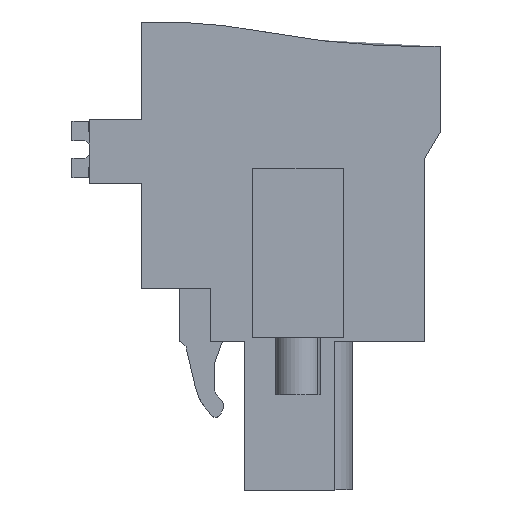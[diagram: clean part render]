
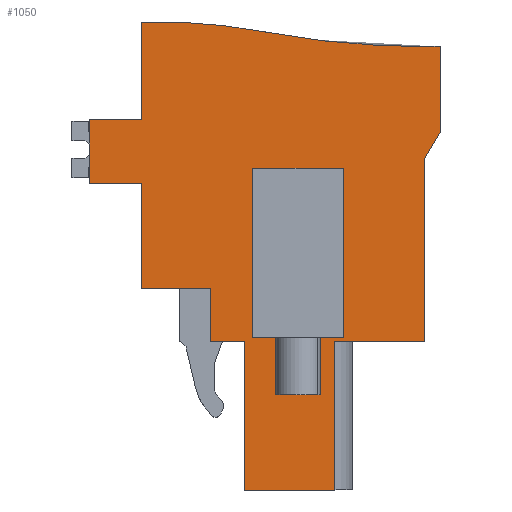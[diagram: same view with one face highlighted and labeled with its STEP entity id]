
A CAD part, left-side view. The second image highlights one B-rep face of the part: STEP entity #1050.
In plain terms, the highlighted planar face has unit normal (-1, 0, 0).
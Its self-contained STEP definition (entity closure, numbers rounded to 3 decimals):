
#892=AXIS2_PLACEMENT_3D('Plane Axis2P3D',#889,#890,#891) ;
#905=AXIS2_PLACEMENT_3D('Circle Axis2P3D',#903,#904,$) ;
#912=AXIS2_PLACEMENT_3D('Circle Axis2P3D',#910,#911,$) ;
#49=CARTESIAN_POINT('Vertex',(4.9,12.85,8.35)) ;
#52=CARTESIAN_POINT('Line Origine',(4.9,12.85,9.825)) ;
#56=CARTESIAN_POINT('Vertex',(4.9,12.85,11.3)) ;
#791=CARTESIAN_POINT('Vertex',(4.9,10.937,8.35)) ;
#794=CARTESIAN_POINT('Line Origine',(4.9,11.893,8.35)) ;
#889=CARTESIAN_POINT('Axis2P3D Location',(4.9,3.817,22.4)) ;
#894=CARTESIAN_POINT('Line Origine',(4.9,0.,22.459)) ;
#898=CARTESIAN_POINT('Vertex',(4.9,0.,20.059)) ;
#900=CARTESIAN_POINT('Vertex',(4.9,0.,24.859)) ;
#903=CARTESIAN_POINT('Axis2P3D Location',(4.9,0.92,72.85)) ;
#907=CARTESIAN_POINT('Vertex',(4.9,9.844,25.687)) ;
#910=CARTESIAN_POINT('Axis2P3D Location',(4.9,15.85,-6.057)) ;
#914=CARTESIAN_POINT('Vertex',(4.9,16.75,26.237)) ;
#917=CARTESIAN_POINT('Line Origine',(4.9,16.75,23.494)) ;
#921=CARTESIAN_POINT('Vertex',(4.9,16.75,20.75)) ;
#924=CARTESIAN_POINT('Line Origine',(4.9,18.2,20.75)) ;
#928=CARTESIAN_POINT('Vertex',(4.9,19.65,20.75)) ;
#931=CARTESIAN_POINT('Line Origine',(4.9,19.65,18.975)) ;
#935=CARTESIAN_POINT('Vertex',(4.9,19.65,17.2)) ;
#938=CARTESIAN_POINT('Line Origine',(4.9,18.2,17.2)) ;
#942=CARTESIAN_POINT('Vertex',(4.9,16.75,17.2)) ;
#945=CARTESIAN_POINT('Line Origine',(4.9,16.75,14.25)) ;
#949=CARTESIAN_POINT('Vertex',(4.9,16.75,11.3)) ;
#952=CARTESIAN_POINT('Line Origine',(4.9,14.8,11.3)) ;
#957=CARTESIAN_POINT('Line Origine',(4.9,10.937,4.175)) ;
#961=CARTESIAN_POINT('Vertex',(4.9,10.937,0.)) ;
#964=CARTESIAN_POINT('Line Origine',(4.9,8.414,0.)) ;
#968=CARTESIAN_POINT('Vertex',(4.9,5.891,0.)) ;
#971=CARTESIAN_POINT('Line Origine',(4.9,5.891,4.175)) ;
#975=CARTESIAN_POINT('Vertex',(4.9,5.891,8.35)) ;
#978=CARTESIAN_POINT('Line Origine',(4.9,3.396,8.35)) ;
#982=CARTESIAN_POINT('Vertex',(4.9,0.9,8.35)) ;
#985=CARTESIAN_POINT('Line Origine',(4.9,0.9,13.425)) ;
#989=CARTESIAN_POINT('Vertex',(4.9,0.9,18.5)) ;
#992=CARTESIAN_POINT('Line Origine',(4.9,0.45,19.279)) ;
#1016=CARTESIAN_POINT('Line Origine',(4.9,7.964,8.55)) ;
#1020=CARTESIAN_POINT('Vertex',(4.9,10.514,8.55)) ;
#1022=CARTESIAN_POINT('Vertex',(4.9,5.414,8.55)) ;
#1025=CARTESIAN_POINT('Line Origine',(4.9,10.514,13.3)) ;
#1029=CARTESIAN_POINT('Vertex',(4.9,10.514,18.05)) ;
#1032=CARTESIAN_POINT('Line Origine',(4.9,7.964,18.05)) ;
#1036=CARTESIAN_POINT('Vertex',(4.9,5.414,18.05)) ;
#1039=CARTESIAN_POINT('Line Origine',(4.9,5.414,13.3)) ;
#53=DIRECTION('Vector Direction',(0.,0.,1.)) ;
#795=DIRECTION('Vector Direction',(0.,1.,0.)) ;
#890=DIRECTION('Axis2P3D Direction',(1.,0.,0.)) ;
#891=DIRECTION('Axis2P3D XDirection',(0.,1.,0.)) ;
#895=DIRECTION('Vector Direction',(0.,0.,1.)) ;
#904=DIRECTION('Axis2P3D Direction',(1.,0.,0.)) ;
#911=DIRECTION('Axis2P3D Direction',(1.,0.,0.)) ;
#918=DIRECTION('Vector Direction',(0.,0.,1.)) ;
#925=DIRECTION('Vector Direction',(0.,-1.,0.)) ;
#932=DIRECTION('Vector Direction',(0.,0.,1.)) ;
#939=DIRECTION('Vector Direction',(0.,1.,0.)) ;
#946=DIRECTION('Vector Direction',(0.,0.,1.)) ;
#953=DIRECTION('Vector Direction',(0.,-1.,0.)) ;
#958=DIRECTION('Vector Direction',(0.,0.,-1.)) ;
#965=DIRECTION('Vector Direction',(0.,-1.,0.)) ;
#972=DIRECTION('Vector Direction',(0.,0.,-1.)) ;
#979=DIRECTION('Vector Direction',(0.,1.,0.)) ;
#986=DIRECTION('Vector Direction',(0.,0.,-1.)) ;
#993=DIRECTION('Vector Direction',(0.,-0.5,0.866)) ;
#1017=DIRECTION('Vector Direction',(0.,-1.,0.)) ;
#1026=DIRECTION('Vector Direction',(0.,0.,-1.)) ;
#1033=DIRECTION('Vector Direction',(0.,-1.,0.)) ;
#1040=DIRECTION('Vector Direction',(0.,0.,-1.)) ;
#54=VECTOR('Line Direction',#53,1.) ;
#796=VECTOR('Line Direction',#795,1.) ;
#896=VECTOR('Line Direction',#895,1.) ;
#919=VECTOR('Line Direction',#918,1.) ;
#926=VECTOR('Line Direction',#925,1.) ;
#933=VECTOR('Line Direction',#932,1.) ;
#940=VECTOR('Line Direction',#939,1.) ;
#947=VECTOR('Line Direction',#946,1.) ;
#954=VECTOR('Line Direction',#953,1.) ;
#959=VECTOR('Line Direction',#958,1.) ;
#966=VECTOR('Line Direction',#965,1.) ;
#973=VECTOR('Line Direction',#972,1.) ;
#980=VECTOR('Line Direction',#979,1.) ;
#987=VECTOR('Line Direction',#986,1.) ;
#994=VECTOR('Line Direction',#993,1.) ;
#1018=VECTOR('Line Direction',#1017,1.) ;
#1027=VECTOR('Line Direction',#1026,1.) ;
#1034=VECTOR('Line Direction',#1033,1.) ;
#1041=VECTOR('Line Direction',#1040,1.) ;
#998=ORIENTED_EDGE('',*,*,#902,.T.) ;
#999=ORIENTED_EDGE('',*,*,#909,.T.) ;
#1000=ORIENTED_EDGE('',*,*,#916,.F.) ;
#1001=ORIENTED_EDGE('',*,*,#923,.F.) ;
#1002=ORIENTED_EDGE('',*,*,#930,.F.) ;
#1003=ORIENTED_EDGE('',*,*,#937,.F.) ;
#1004=ORIENTED_EDGE('',*,*,#944,.F.) ;
#1005=ORIENTED_EDGE('',*,*,#951,.F.) ;
#1006=ORIENTED_EDGE('',*,*,#956,.T.) ;
#1007=ORIENTED_EDGE('',*,*,#58,.F.) ;
#1008=ORIENTED_EDGE('',*,*,#798,.F.) ;
#1009=ORIENTED_EDGE('',*,*,#963,.T.) ;
#1010=ORIENTED_EDGE('',*,*,#970,.T.) ;
#1011=ORIENTED_EDGE('',*,*,#977,.F.) ;
#1012=ORIENTED_EDGE('',*,*,#984,.F.) ;
#1013=ORIENTED_EDGE('',*,*,#991,.F.) ;
#1014=ORIENTED_EDGE('',*,*,#996,.T.) ;
#1045=ORIENTED_EDGE('',*,*,#1024,.F.) ;
#1046=ORIENTED_EDGE('',*,*,#1031,.F.) ;
#1047=ORIENTED_EDGE('',*,*,#1038,.F.) ;
#1048=ORIENTED_EDGE('',*,*,#1043,.T.) ;
#1049=FACE_BOUND('',#1044,.T.) ;
#1050=ADVANCED_FACE('HOUSING',(#1015,#1049),#893,.F.) ;
#906=CIRCLE('generated circle',#905,48.) ;
#913=CIRCLE('generated circle',#912,32.307) ;
#58=EDGE_CURVE('',#50,#57,#55,.T.) ;
#798=EDGE_CURVE('',#792,#50,#797,.T.) ;
#902=EDGE_CURVE('',#899,#901,#897,.T.) ;
#909=EDGE_CURVE('',#901,#908,#906,.T.) ;
#916=EDGE_CURVE('',#915,#908,#913,.T.) ;
#923=EDGE_CURVE('',#922,#915,#920,.T.) ;
#930=EDGE_CURVE('',#929,#922,#927,.T.) ;
#937=EDGE_CURVE('',#936,#929,#934,.T.) ;
#944=EDGE_CURVE('',#943,#936,#941,.T.) ;
#951=EDGE_CURVE('',#950,#943,#948,.T.) ;
#956=EDGE_CURVE('',#950,#57,#955,.T.) ;
#963=EDGE_CURVE('',#792,#962,#960,.T.) ;
#970=EDGE_CURVE('',#962,#969,#967,.T.) ;
#977=EDGE_CURVE('',#976,#969,#974,.T.) ;
#984=EDGE_CURVE('',#983,#976,#981,.T.) ;
#991=EDGE_CURVE('',#990,#983,#988,.T.) ;
#996=EDGE_CURVE('',#990,#899,#995,.T.) ;
#1024=EDGE_CURVE('',#1021,#1023,#1019,.T.) ;
#1031=EDGE_CURVE('',#1030,#1021,#1028,.T.) ;
#1038=EDGE_CURVE('',#1037,#1030,#1035,.F.) ;
#1043=EDGE_CURVE('',#1037,#1023,#1042,.T.) ;
#997=EDGE_LOOP('',(#998,#999,#1000,#1001,#1002,#1003,#1004,#1005,#1006,#1007,#1008,#1009,#1010,#1011,#1012,#1013,#1014)) ;
#1044=EDGE_LOOP('',(#1045,#1046,#1047,#1048)) ;
#1015=FACE_OUTER_BOUND('',#997,.T.) ;
#55=LINE('Line',#52,#54) ;
#797=LINE('Line',#794,#796) ;
#897=LINE('Line',#894,#896) ;
#920=LINE('Line',#917,#919) ;
#927=LINE('Line',#924,#926) ;
#934=LINE('Line',#931,#933) ;
#941=LINE('Line',#938,#940) ;
#948=LINE('Line',#945,#947) ;
#955=LINE('Line',#952,#954) ;
#960=LINE('Line',#957,#959) ;
#967=LINE('Line',#964,#966) ;
#974=LINE('Line',#971,#973) ;
#981=LINE('Line',#978,#980) ;
#988=LINE('Line',#985,#987) ;
#995=LINE('Line',#992,#994) ;
#1019=LINE('Line',#1016,#1018) ;
#1028=LINE('Line',#1025,#1027) ;
#1035=LINE('Line',#1032,#1034) ;
#1042=LINE('Line',#1039,#1041) ;
#893=PLANE('',#892) ;
#50=VERTEX_POINT('',#49) ;
#57=VERTEX_POINT('',#56) ;
#792=VERTEX_POINT('',#791) ;
#899=VERTEX_POINT('',#898) ;
#901=VERTEX_POINT('',#900) ;
#908=VERTEX_POINT('',#907) ;
#915=VERTEX_POINT('',#914) ;
#922=VERTEX_POINT('',#921) ;
#929=VERTEX_POINT('',#928) ;
#936=VERTEX_POINT('',#935) ;
#943=VERTEX_POINT('',#942) ;
#950=VERTEX_POINT('',#949) ;
#962=VERTEX_POINT('',#961) ;
#969=VERTEX_POINT('',#968) ;
#976=VERTEX_POINT('',#975) ;
#983=VERTEX_POINT('',#982) ;
#990=VERTEX_POINT('',#989) ;
#1021=VERTEX_POINT('',#1020) ;
#1023=VERTEX_POINT('',#1022) ;
#1030=VERTEX_POINT('',#1029) ;
#1037=VERTEX_POINT('',#1036) ;
